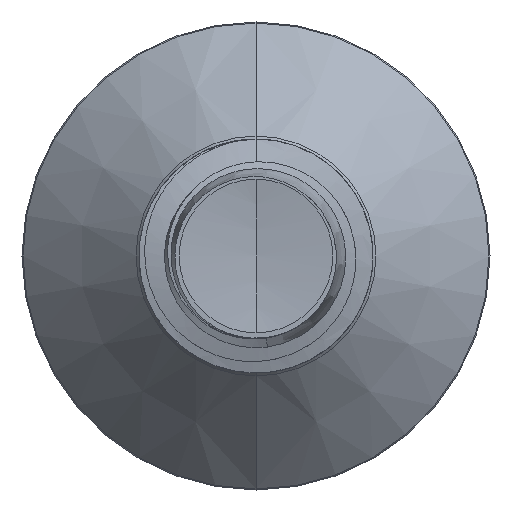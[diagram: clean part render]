
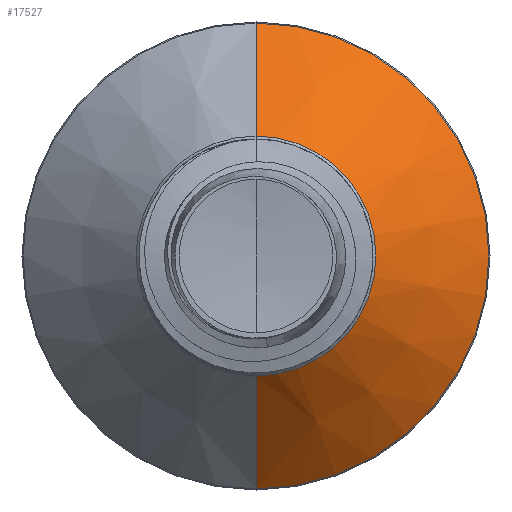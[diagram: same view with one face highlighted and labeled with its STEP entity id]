
A CAD part, front view. The second image highlights one B-rep face of the part: STEP entity #17527.
In plain terms, the highlighted conical face has half-angle 45 degrees and reference radius 2.563 mm.
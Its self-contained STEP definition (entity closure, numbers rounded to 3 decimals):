
#106 = ORIENTED_EDGE ( 'NONE', *, *, #15261, .T. ) ;
#267 = ORIENTED_EDGE ( 'NONE', *, *, #10087, .F. ) ;
#552 = VECTOR ( 'NONE', #4786, 1000. ) ;
#1064 = AXIS2_PLACEMENT_3D ( 'NONE', #7045, #19535, #8845 ) ;
#1310 = EDGE_CURVE ( 'NONE', #6814, #9362, #10874, .T. ) ;
#2614 = VERTEX_POINT ( 'NONE', #23162 ) ;
#3998 = FACE_OUTER_BOUND ( 'NONE', #5515, .T. ) ;
#4312 = VERTEX_POINT ( 'NONE', #5759 ) ;
#4467 = LINE ( 'NONE', #19019, #552 ) ;
#4786 = DIRECTION ( 'NONE',  ( 0., 0.707, -0.707 ) ) ;
#4959 = CARTESIAN_POINT ( 'NONE',  ( 0., 10.813, 2.563 ) ) ;
#5199 = CARTESIAN_POINT ( 'NONE',  ( 0., 13.228, 4.978 ) ) ;
#5515 = EDGE_LOOP ( 'NONE', ( #14865, #106, #19126, #267 ) ) ;
#5759 = CARTESIAN_POINT ( 'NONE',  ( 0., 10.813, 2.563 ) ) ;
#5802 = CARTESIAN_POINT ( 'NONE',  ( 0., 10.813, 0. ) ) ;
#6455 = DIRECTION ( 'NONE',  ( 0., 0.707, 0.707 ) ) ;
#6814 = VERTEX_POINT ( 'NONE', #5199 ) ;
#7045 = CARTESIAN_POINT ( 'NONE',  ( 0., 10.813, 0. ) ) ;
#8845 = DIRECTION ( 'NONE',  ( 0., 0., 1. ) ) ;
#9362 = VERTEX_POINT ( 'NONE', #9407 ) ;
#9407 = CARTESIAN_POINT ( 'NONE',  ( 0., 13.228, -4.978 ) ) ;
#9558 = CIRCLE ( 'NONE', #1064, 2.563 ) ;
#10047 = CONICAL_SURFACE ( 'NONE', #20862, 2.563, 0.785 ) ;
#10087 = EDGE_CURVE ( 'NONE', #4312, #6814, #17457, .T. ) ;
#10874 = CIRCLE ( 'NONE', #16532, 4.978 ) ;
#11218 = CARTESIAN_POINT ( 'NONE',  ( 0., 13.228, 0. ) ) ;
#11523 = DIRECTION ( 'NONE',  ( 0., 1., 0. ) ) ;
#14366 = DIRECTION ( 'NONE',  ( 0., 0., 1. ) ) ;
#14865 = ORIENTED_EDGE ( 'NONE', *, *, #22429, .T. ) ;
#15261 = EDGE_CURVE ( 'NONE', #2614, #9362, #4467, .T. ) ;
#16532 = AXIS2_PLACEMENT_3D ( 'NONE', #11218, #11523, #14366 ) ;
#17097 = VECTOR ( 'NONE', #6455, 1000. ) ;
#17457 = LINE ( 'NONE', #4959, #17097 ) ;
#17527 = ADVANCED_FACE ( 'NONE', ( #3998 ), #10047, .T. ) ;
#18172 = DIRECTION ( 'NONE',  ( 0., 1., 0. ) ) ;
#18324 = DIRECTION ( 'NONE',  ( 0., 0., 1. ) ) ;
#19019 = CARTESIAN_POINT ( 'NONE',  ( 0., 10.813, -2.563 ) ) ;
#19126 = ORIENTED_EDGE ( 'NONE', *, *, #1310, .F. ) ;
#19535 = DIRECTION ( 'NONE',  ( 0., 1., 0. ) ) ;
#20862 = AXIS2_PLACEMENT_3D ( 'NONE', #5802, #18172, #18324 ) ;
#22429 = EDGE_CURVE ( 'NONE', #4312, #2614, #9558, .T. ) ;
#23162 = CARTESIAN_POINT ( 'NONE',  ( 0., 10.813, -2.563 ) ) ;
